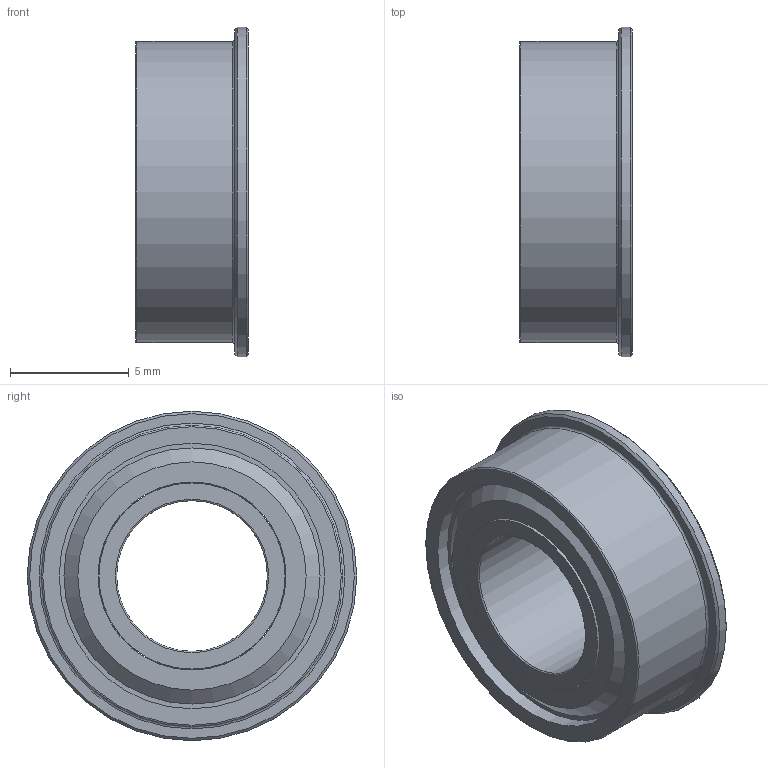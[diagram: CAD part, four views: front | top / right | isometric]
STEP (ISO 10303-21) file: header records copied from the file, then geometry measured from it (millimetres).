
FILE_DESCRIPTION(/* description */ (''),/* implementation_level */ '2;1');
FILE_NAME(/* name */ 'PulleyAssembly.LowerPulley.PulleyAssembly.FR188_ZZ.step',/* time_stamp */ '2020-09-18T12:46:18-07:00',/* author */ (''),/* organization */ (''),/* preprocessor_version */ 'ST-DEVELOPER v18.1',/* originating_system */ 'Autodesk Translation Framework v9.3.0.1241',/* authorisation */ '');
FILE_SCHEMA (('AUTOMOTIVE_DESIGN { 1 0 10303 214 3 1 1 }'));
Length unit declared in the file: millimetre
Products named in the file (1): FR188_ZZ
Bounding box: 4.76 x 13.89 x 13.89 mm (x, y, z)
Volume: 364 mm3; surface area: 1104.4 mm2
Topology: 1 solids, 1 shells, 50 faces, 130 edges, 89 vertices
Faces by surface type: sphere 18, plane 13, cylinder 11, cone 4, torus 4
Full cylindrical faces by diameter (mm): 6.35 x1, 7.849 x1, 7.927 x2, 8.814 x1, 10.236 x1, 11.192 x3, 12.7 x1, 13.891 x1
Entity records: 3030 total; most frequent: CARTESIAN_POINT 1714, ORIENTED_EDGE 260, DIRECTION 231, EDGE_CURVE 130, AXIS2_PLACEMENT_3D 106, EDGE_LOOP 95, VERTEX_POINT 89, B_SPLINE_CURVE_WITH_KNOTS 56
